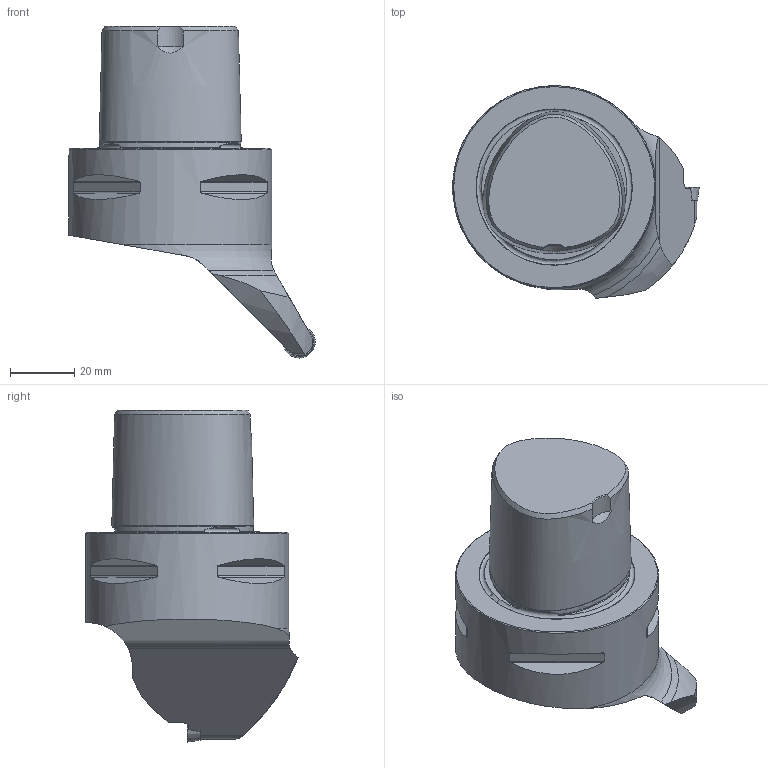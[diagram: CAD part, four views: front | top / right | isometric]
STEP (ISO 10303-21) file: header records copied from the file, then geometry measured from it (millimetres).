
FILE_DESCRIPTION(/* description */ (''),/* implementation_level */ '2;1');
FILE_NAME(/* name */ '1527849775842.stp',/* time_stamp */ '2018-06-01T12:43:02+02:00',/* author */ (''),/* organization */ ('SMS'),/* preprocessor_version */ 'ST-DEVELOPER v15',/* originating_system */ 'SIEMENS PLM Software NX 8.5',/* authorisation */ '');
FILE_SCHEMA (('AUTOMOTIVE_DESIGN { 1 0 10303 214 3 1 1 1 }'));
Length unit declared in the file: millimetre
Products named in the file (4): IsoTurningInsert; ASSEMBLY_CONSTRUCTION; 201684951mod000_00; 201684950mod000_00
Assembly tree (3 placements, depth 2):
  201684950mod000_00
    201684951mod000_00
    ASSEMBLY_CONSTRUCTION
    IsoTurningInsert
Bounding box: 76.48 x 65.88 x 103 mm (x, y, z)
Volume: 168770.2 mm3; surface area: 20861.5 mm2
Topology: 2 solids, 2 shells, 75 faces, 198 edges, 137 vertices
Faces by surface type: plane 29, cylinder 22, cone 12, bspline 8, torus 4
Full cylindrical faces by diameter (mm): 4.4 x1, 63 x1
Entity records: 22279 total; most frequent: CARTESIAN_POINT 20496, ORIENTED_EDGE 350, DIRECTION 299, EDGE_CURVE 175, AXIS2_PLACEMENT_3D 126, VERTEX_POINT 121, EDGE_LOOP 94, B_SPLINE_CURVE_WITH_KNOTS 80
